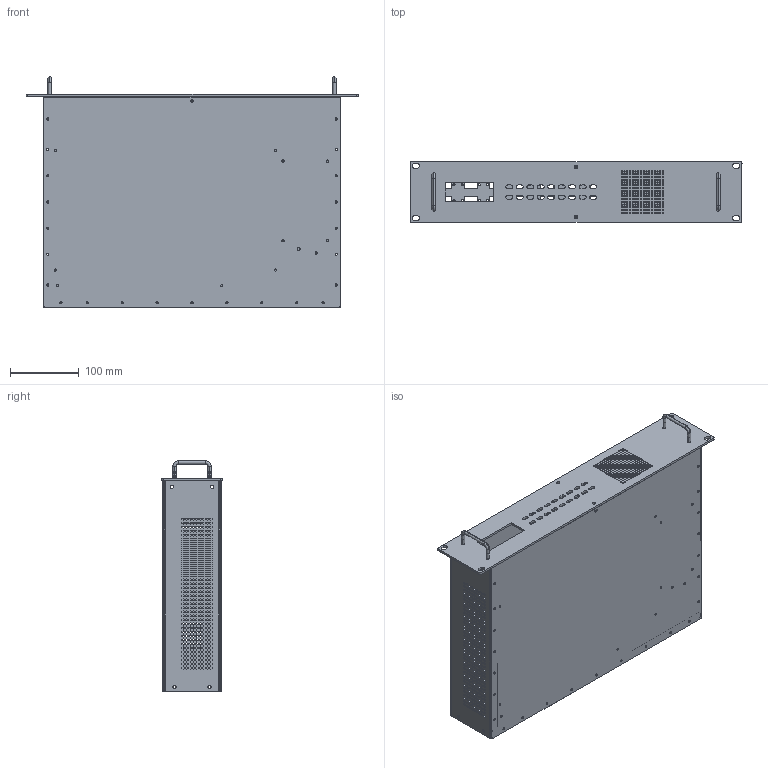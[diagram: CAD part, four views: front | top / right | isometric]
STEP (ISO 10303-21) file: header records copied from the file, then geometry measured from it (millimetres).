
FILE_DESCRIPTION (( 'STEP AP214' ), '1' );
FILE_NAME ('SM-16X16-15V-LCD.STEP', '2015-05-13T18:28:09', ( 'test' ), ( '' ), 'SwSTEP 2.0', 'SolidWorks 2011', '' );
FILE_SCHEMA (( 'AUTOMOTIVE_DESIGN' ));
Length unit declared in the file: inch
Products named in the file (9): HW4105 - RIGHT ANGLE BRACKET; CS4086; MP1319; MP1665; MP1378; MP1450; MP1686; MP1441; SM-16X16-15V-LCD
Assembly tree (10 placements, depth 2):
  SM-16X16-15V-LCD
    MP1686
    MP1378
    HW4105 - RIGHT ANGLE BRACKET  x2
    CS4086  x2
    MP1319
    MP1441
    MP1450
    MP1665
Bounding box: 482.6 x 88.11 x 334.85 mm (x, y, z)
Volume: 696287.7 mm3; surface area: 840631.9 mm2
Topology: 10 solids, 10 shells, 4485 faces, 13283 edges, 8814 vertices
Faces by surface type: plane 3385, cylinder 1068, bspline 16, torus 8, cone 8
Entity records: 152833 total; most frequent: CARTESIAN_POINT 27083, ORIENTED_EDGE 26386, DIRECTION 24109, EDGE_CURVE 13193, VECTOR 11037, LINE 11037, VERTEX_POINT 8764, AXIS2_PLACEMENT_3D 6536
